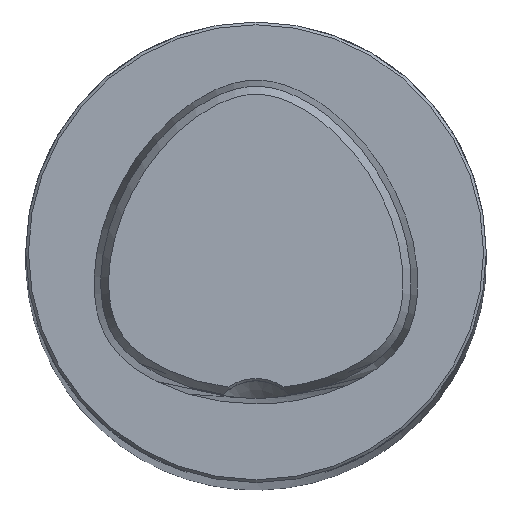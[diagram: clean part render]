
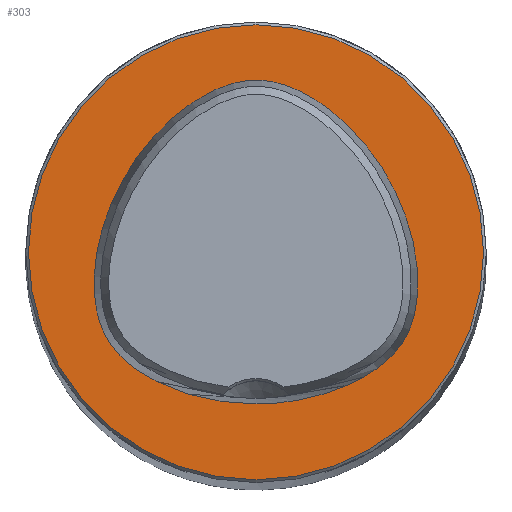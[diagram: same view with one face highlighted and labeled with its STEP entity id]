
A CAD part, top view. The second image highlights one B-rep face of the part: STEP entity #303.
In plain terms, the highlighted planar face has unit normal (0, 0, 1).
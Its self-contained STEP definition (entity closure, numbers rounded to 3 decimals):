
#278=B_SPLINE_CURVE_WITH_KNOTS('',3,(#1806,#1807,#1808,#1809,#1810,#1811,
#1812,#1813,#1814,#1815,#1816,#1817,#1818,#1819,#1820,#1821,#1822,#1823,
#1824,#1825,#1826,#1827,#1828,#1829,#1830,#1831,#1832,#1833,#1834,#1835,
#1836,#1837,#1838,#1839,#1840,#1841,#1842,#1843,#1844,#1845,#1846,#1847,
#1848,#1849,#1850,#1851,#1852,#1853,#1854,#1855,#1856,#1857,#1858,#1859,
#1860,#1861,#1862,#1863,#1864,#1865,#1866,#1867,#1868),.UNSPECIFIED.,.T.,
 .F.,(1,1,2,1,1,1,1,1,1,1,1,1,1,1,1,1,1,1,1,1,1,1,1,1,1,1,1,1,1,1,1,1,1,
1,1,1,1,1,1,1,1,1,1,1,1,1,1,1,1,1,1,1,1,1,1,1,1,1,1,1,1,1,2,1,1),(-0.063,
-0.031,0.,0.031,0.063,0.078,0.094,0.109,0.125,0.141,0.156,
0.164,0.172,0.18,0.188,0.203,0.219,0.234,0.25,0.266,
0.281,0.313,0.344,0.359,0.375,0.406,0.422,0.438,0.453,
0.469,0.484,0.492,0.5,0.508,0.516,0.531,0.547,0.563,
0.578,0.594,0.625,0.641,0.656,0.688,0.719,0.734,0.75,0.766,
0.781,0.797,0.813,0.82,0.828,0.836,0.844,0.859,0.875,
0.891,0.906,0.922,0.938,0.969,1.,1.031,1.063),
 .UNSPECIFIED.);
#303=ADVANCED_FACE('CU_E_LO_SU_1',(#422,#423),#369,.F.);
#369=PLANE('',#1138);
#422=FACE_BOUND('',#474,.T.);
#423=FACE_BOUND('',#475,.T.);
#474=EDGE_LOOP('',(#608));
#475=EDGE_LOOP('',(#609));
#608=ORIENTED_EDGE('',*,*,#937,.T.);
#609=ORIENTED_EDGE('',*,*,#975,.T.);
#839=VERTEX_POINT('',#1869);
#876=VERTEX_POINT('',#2326);
#937=EDGE_CURVE('',#839,#839,#278,.T.);
#975=EDGE_CURVE('',#876,#876,#1069,.T.);
#1069=CIRCLE('',#1137,24.7);
#1137=AXIS2_PLACEMENT_3D('',#2325,#1270,#1271);
#1138=AXIS2_PLACEMENT_3D('',#2327,#1272,#1273);
#1270=DIRECTION('',(0.,0.,1.));
#1271=DIRECTION('',(1.,0.,0.));
#1272=DIRECTION('',(0.,0.,-1.));
#1273=DIRECTION('',(-1.,0.,0.));
#1806=CARTESIAN_POINT('',(1.148,-16.455,0.));
#1807=CARTESIAN_POINT('',(-1.148,-16.455,0.));
#1808=CARTESIAN_POINT('',(-3.446,-16.307,0.));
#1809=CARTESIAN_POINT('',(-6.27,-15.742,0.));
#1810=CARTESIAN_POINT('',(-8.462,-15.051,0.));
#1811=CARTESIAN_POINT('',(-10.063,-14.406,0.));
#1812=CARTESIAN_POINT('',(-11.604,-13.626,0.));
#1813=CARTESIAN_POINT('',(-13.064,-12.701,0.));
#1814=CARTESIAN_POINT('',(-14.411,-11.614,0.));
#1815=CARTESIAN_POINT('',(-15.395,-10.552,0.));
#1816=CARTESIAN_POINT('',(-16.054,-9.603,0.));
#1817=CARTESIAN_POINT('',(-16.475,-8.844,0.));
#1818=CARTESIAN_POINT('',(-16.819,-8.048,0.));
#1819=CARTESIAN_POINT('',(-17.179,-6.952,0.));
#1820=CARTESIAN_POINT('',(-17.466,-5.536,0.));
#1821=CARTESIAN_POINT('',(-17.599,-3.812,0.));
#1822=CARTESIAN_POINT('',(-17.556,-2.085,0.));
#1823=CARTESIAN_POINT('',(-17.361,-0.371,0.));
#1824=CARTESIAN_POINT('',(-17.031,1.323,0.));
#1825=CARTESIAN_POINT('',(-16.424,3.54,0.));
#1826=CARTESIAN_POINT('',(-15.38,6.223,0.));
#1827=CARTESIAN_POINT('',(-13.995,8.746,0.));
#1828=CARTESIAN_POINT('',(-12.698,10.643,0.));
#1829=CARTESIAN_POINT('',(-11.279,12.451,0.));
#1830=CARTESIAN_POINT('',(-9.68,14.11,0.));
#1831=CARTESIAN_POINT('',(-7.907,15.575,0.));
#1832=CARTESIAN_POINT('',(-6.49,16.562,0.));
#1833=CARTESIAN_POINT('',(-4.988,17.415,0.));
#1834=CARTESIAN_POINT('',(-3.4,18.102,0.));
#1835=CARTESIAN_POINT('',(-2.009,18.496,0.));
#1836=CARTESIAN_POINT('',(-0.866,18.666,0.));
#1837=CARTESIAN_POINT('',(0.,18.71,0.));
#1838=CARTESIAN_POINT('',(0.866,18.666,0.));
#1839=CARTESIAN_POINT('',(2.009,18.496,0.));
#1840=CARTESIAN_POINT('',(3.4,18.102,0.));
#1841=CARTESIAN_POINT('',(4.988,17.415,0.));
#1842=CARTESIAN_POINT('',(6.49,16.562,0.));
#1843=CARTESIAN_POINT('',(7.907,15.575,0.));
#1844=CARTESIAN_POINT('',(9.68,14.11,0.));
#1845=CARTESIAN_POINT('',(11.279,12.451,0.));
#1846=CARTESIAN_POINT('',(12.698,10.643,0.));
#1847=CARTESIAN_POINT('',(13.995,8.746,0.));
#1848=CARTESIAN_POINT('',(15.38,6.223,0.));
#1849=CARTESIAN_POINT('',(16.424,3.54,0.));
#1850=CARTESIAN_POINT('',(17.031,1.323,0.));
#1851=CARTESIAN_POINT('',(17.361,-0.371,0.));
#1852=CARTESIAN_POINT('',(17.556,-2.085,0.));
#1853=CARTESIAN_POINT('',(17.599,-3.812,0.));
#1854=CARTESIAN_POINT('',(17.466,-5.536,0.));
#1855=CARTESIAN_POINT('',(17.179,-6.952,0.));
#1856=CARTESIAN_POINT('',(16.819,-8.048,0.));
#1857=CARTESIAN_POINT('',(16.475,-8.844,0.));
#1858=CARTESIAN_POINT('',(16.054,-9.603,0.));
#1859=CARTESIAN_POINT('',(15.395,-10.552,0.));
#1860=CARTESIAN_POINT('',(14.411,-11.614,0.));
#1861=CARTESIAN_POINT('',(13.064,-12.701,0.));
#1862=CARTESIAN_POINT('',(11.604,-13.626,0.));
#1863=CARTESIAN_POINT('',(10.063,-14.406,0.));
#1864=CARTESIAN_POINT('',(8.462,-15.051,0.));
#1865=CARTESIAN_POINT('',(6.27,-15.742,0.));
#1866=CARTESIAN_POINT('',(3.446,-16.307,0.));
#1867=CARTESIAN_POINT('',(1.148,-16.455,0.));
#1868=CARTESIAN_POINT('',(-1.148,-16.455,0.));
#1869=CARTESIAN_POINT('',(0.,-16.455,0.));
#2325=CARTESIAN_POINT('',(0.,0.,0.));
#2326=CARTESIAN_POINT('',(24.7,0.,0.));
#2327=CARTESIAN_POINT('',(0.,1.113,0.));
